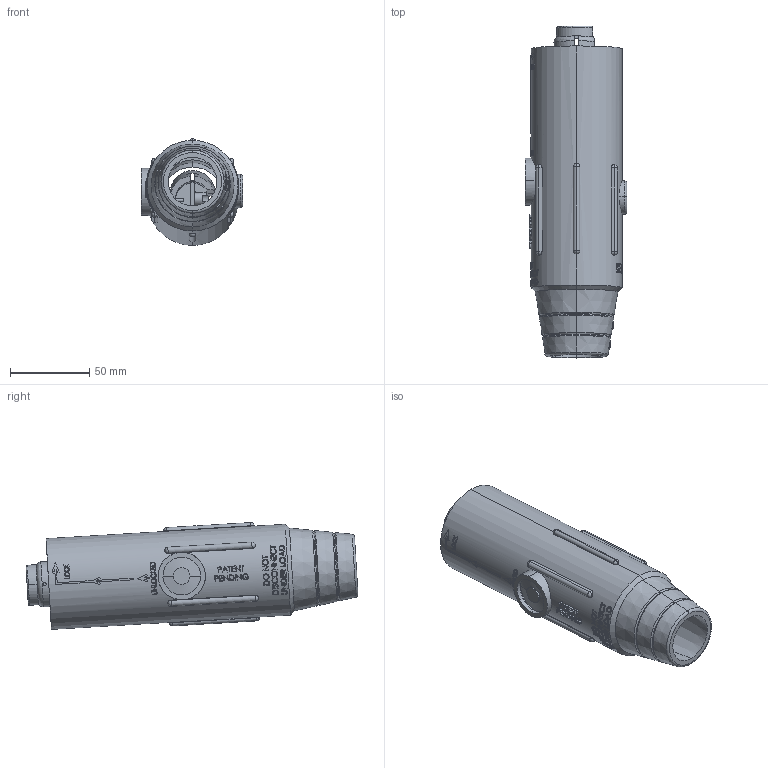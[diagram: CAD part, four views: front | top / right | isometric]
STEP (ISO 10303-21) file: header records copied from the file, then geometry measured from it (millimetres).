
FILE_DESCRIPTION (( 'STEP AP214' ), '1' );
FILE_NAME ('File.STEP', '2022-03-01T14:52:03', ( '' ), ( '' ), 'SwSTEP 2.0', 'SolidWorks 2020', '' );
FILE_SCHEMA (( 'AUTOMOTIVE_DESIGN' ));
Length unit declared in the file: inch
Products named in the file (1): File
Bounding box: 64.06 x 209.56 x 67.43 mm (x, y, z)
Surface area: 61414.2 mm2 (no closed solid volume)
Topology: 0 solids, 8 shells, 715 faces, 2382 edges, 1619 vertices
Faces by surface type: plane 332, bspline 202, cylinder 123, torus 23, cone 19, sphere 16
Entity records: 47979 total; most frequent: CARTESIAN_POINT 20094, ORIENTED_EDGE 3995, DIRECTION 3161, EDGE_CURVE 2358, VERTEX_POINT 1611, LINE 1159, VECTOR 1159, AXIS2_PLACEMENT_3D 1001
